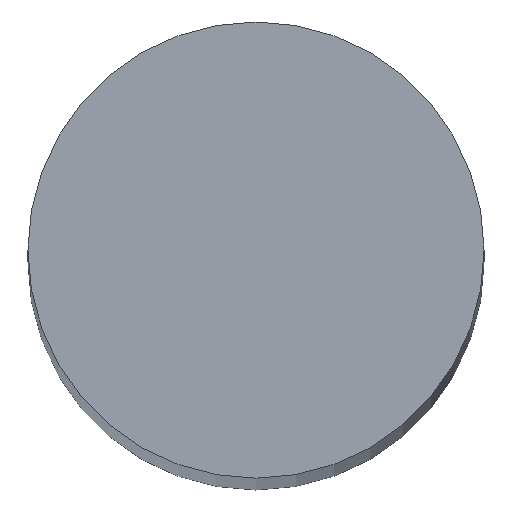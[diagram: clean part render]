
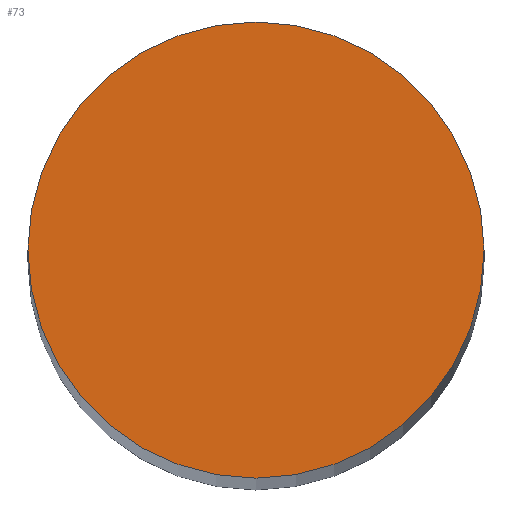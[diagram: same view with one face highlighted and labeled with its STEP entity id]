
A CAD part, top view. The second image highlights one B-rep face of the part: STEP entity #73.
In plain terms, the highlighted planar face has unit normal (0, 0, 1).
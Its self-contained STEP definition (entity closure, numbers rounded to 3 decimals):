
#1 = CIRCLE ( 'NONE', #61, 2.49 ) ;
#21 = EDGE_CURVE ( 'NONE', #99, #94, #57, .T. ) ;
#22 = DIRECTION ( 'NONE',  ( 0., 0., 1. ) ) ;
#28 = CARTESIAN_POINT ( 'NONE',  ( 0., 0., 10. ) ) ;
#30 = DIRECTION ( 'NONE',  ( 0., 0., 1. ) ) ;
#39 = AXIS2_PLACEMENT_3D ( 'NONE', #28, #22, #56 ) ;
#48 = DIRECTION ( 'NONE',  ( 1., 0., 0. ) ) ;
#53 = EDGE_LOOP ( 'NONE', ( #120, #125 ) ) ;
#56 = DIRECTION ( 'NONE',  ( 1., 0., 0. ) ) ;
#57 = CIRCLE ( 'NONE', #96, 2.49 ) ;
#61 = AXIS2_PLACEMENT_3D ( 'NONE', #115, #30, #48 ) ;
#65 = CARTESIAN_POINT ( 'NONE',  ( -2.49, 0., 10. ) ) ;
#73 = ADVANCED_FACE ( 'NONE', ( #105 ), #108, .T. ) ;
#81 = DIRECTION ( 'NONE',  ( 0., 0., 1. ) ) ;
#85 = CARTESIAN_POINT ( 'NONE',  ( 2.49, 0., 10. ) ) ;
#90 = CARTESIAN_POINT ( 'NONE',  ( 0., 0., 10. ) ) ;
#94 = VERTEX_POINT ( 'NONE', #65 ) ;
#96 = AXIS2_PLACEMENT_3D ( 'NONE', #90, #81, #110 ) ;
#99 = VERTEX_POINT ( 'NONE', #85 ) ;
#105 = FACE_OUTER_BOUND ( 'NONE', #53, .T. ) ;
#108 = PLANE ( 'NONE',  #39 ) ;
#109 = EDGE_CURVE ( 'NONE', #94, #99, #1, .T. ) ;
#110 = DIRECTION ( 'NONE',  ( 1., 0., 0. ) ) ;
#115 = CARTESIAN_POINT ( 'NONE',  ( 0., 0., 10. ) ) ;
#120 = ORIENTED_EDGE ( 'NONE', *, *, #21, .T. ) ;
#125 = ORIENTED_EDGE ( 'NONE', *, *, #109, .T. ) ;
